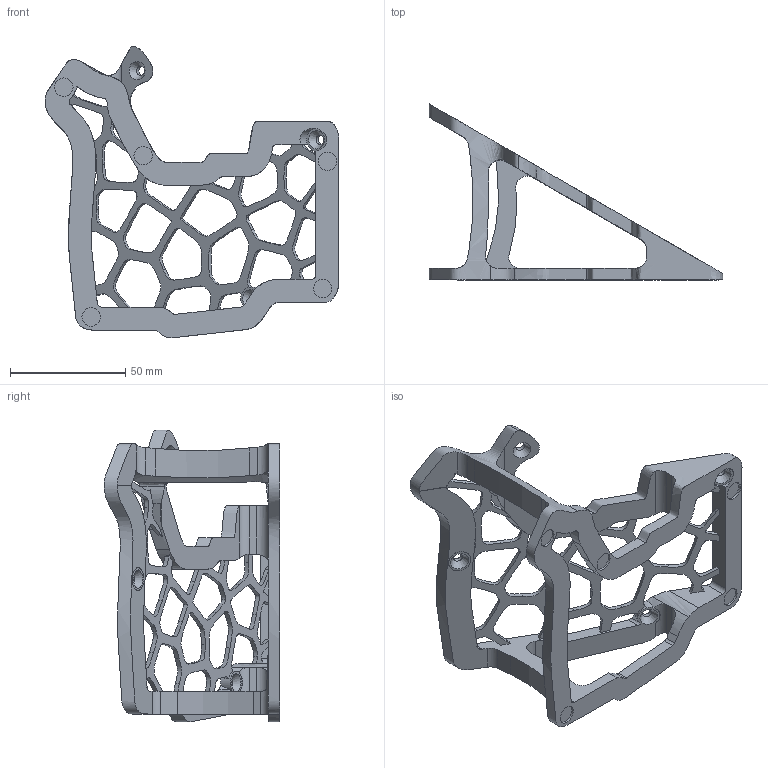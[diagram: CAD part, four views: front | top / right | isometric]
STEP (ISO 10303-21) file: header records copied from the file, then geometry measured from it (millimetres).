
FILE_DESCRIPTION(/* description */ (''),/* implementation_level */ '2;1');
FILE_NAME(/* name */ 'Organic Tent 30deg Charybdis 3x6 - Mesh.step',/* time_stamp */ '2023-03-12T15:10:13-04:00',/* author */ (''),/* organization */ (''),/* preprocessor_version */ 'ST-DEVELOPER v19.2',/* originating_system */ 'Autodesk Translation Framework v11.17.0.187',/* authorisation */ '');
FILE_SCHEMA (('AUTOMOTIVE_DESIGN { 1 0 10303 214 3 1 1 }'));
Length unit declared in the file: millimetre
Products named in the file (2): Organic Tent 30deg Charybdis 3x6 - Mesh; Organic Tent 30deg Charybdis 3x6 - Mesh_1
Assembly tree (1 placements, depth 2):
  Organic Tent 30deg Charybdis 3x6 - Mesh
    Organic Tent 30deg Charybdis 3x6 - Mesh_1
Bounding box: 127.61 x 76.34 x 126.74 mm (x, y, z)
Volume: 60143.9 mm3; surface area: 35409.2 mm2
Topology: 1 solids, 1 shells, 260 faces, 848 edges, 565 vertices
Faces by surface type: bspline 159, plane 52, cylinder 45, cone 4
Full cylindrical faces by diameter (mm): 4 x4, 8 x5
Entity records: 12875 total; most frequent: CARTESIAN_POINT 6908, ORIENTED_EDGE 1696, EDGE_CURVE 848, DIRECTION 668, VERTEX_POINT 565, LINE 318, VECTOR 318, EDGE_LOOP 301
